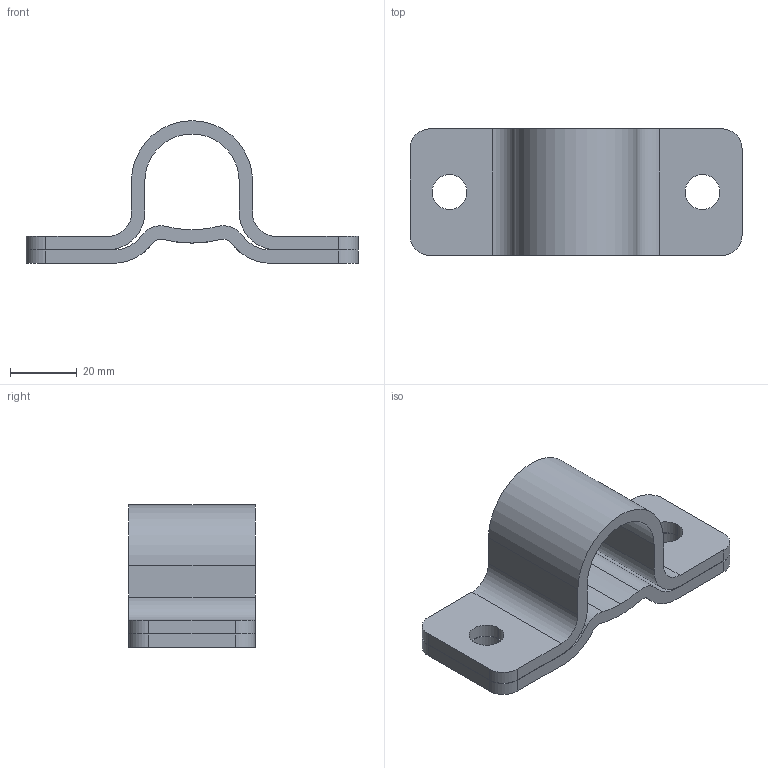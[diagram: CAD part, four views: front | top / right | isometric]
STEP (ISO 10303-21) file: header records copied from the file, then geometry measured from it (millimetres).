
FILE_DESCRIPTION (( 'STEP AP214' ), '1' );
FILE_NAME ('06713-Padlockable Container Door Latch Small Bracket Zinc.STEP', '2018-12-18T01:43:01', ( '' ), ( '' ), 'SwSTEP 2.0', 'SolidWorks 2018', '' );
FILE_SCHEMA (( 'AUTOMOTIVE_DESIGN' ));
Length unit declared in the file: millimetre
Products named in the file (1): 06713-Padlockable Container Door Latch Small Bracket Zinc
Bounding box: 99.75 x 38 x 42.85 mm (x, y, z)
Volume: 36703.7 mm3; surface area: 21470.8 mm2
Topology: 2 solids, 2 shells, 333 faces, 907 edges, 598 vertices
Faces by surface type: bspline 166, plane 103, cylinder 64
Entity records: 26411 total; most frequent: CARTESIAN_POINT 19730, ORIENTED_EDGE 1814, EDGE_CURVE 907, B_SPLINE_CURVE_WITH_KNOTS 685, DIRECTION 626, VERTEX_POINT 598, EDGE_LOOP 361, ADVANCED_FACE 333
